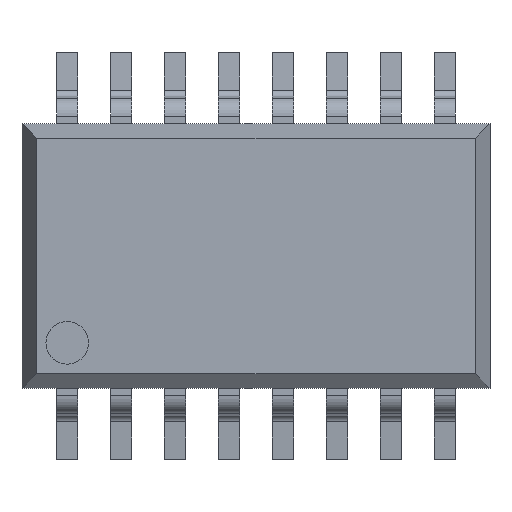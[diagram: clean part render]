
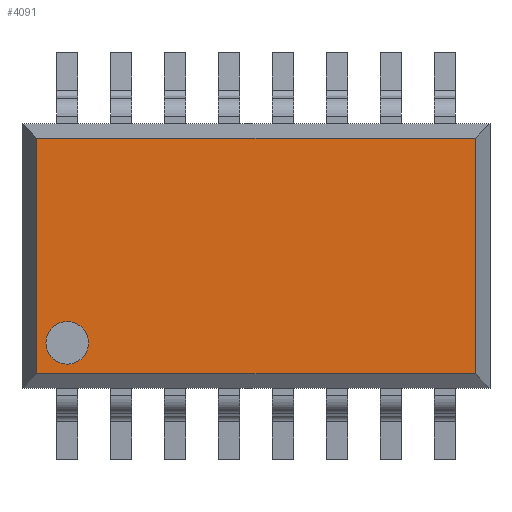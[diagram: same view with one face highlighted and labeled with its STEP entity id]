
A CAD part, top view. The second image highlights one B-rep face of the part: STEP entity #4091.
In plain terms, the highlighted planar face has unit normal (0, 0, 1).
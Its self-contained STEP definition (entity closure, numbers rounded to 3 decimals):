
#51=FACE_BOUND('',#479,.T.);
#62=PLANE('',#4364);
#238=FACE_OUTER_BOUND('',#478,.T.);
#478=EDGE_LOOP('',(#2842,#2843,#2844,#2845));
#479=EDGE_LOOP('',(#2846));
#721=LINE('',#5982,#1198);
#725=LINE('',#5990,#1202);
#728=LINE('',#5996,#1205);
#731=LINE('',#6001,#1208);
#1198=VECTOR('',#4759,10.);
#1202=VECTOR('',#4765,10.);
#1205=VECTOR('',#4770,10.);
#1208=VECTOR('',#4775,10.);
#1662=CIRCLE('',#4352,0.21);
#1792=VERTEX_POINT('',#5948);
#1802=VERTEX_POINT('',#5980);
#1803=VERTEX_POINT('',#5981);
#1806=VERTEX_POINT('',#5989);
#1808=VERTEX_POINT('',#5995);
#2194=EDGE_CURVE('',#1792,#1792,#1662,.T.);
#2209=EDGE_CURVE('',#1802,#1803,#721,.T.);
#2213=EDGE_CURVE('',#1803,#1806,#725,.T.);
#2216=EDGE_CURVE('',#1806,#1808,#728,.T.);
#2219=EDGE_CURVE('',#1808,#1802,#731,.T.);
#2842=ORIENTED_EDGE('',*,*,#2209,.F.);
#2843=ORIENTED_EDGE('',*,*,#2219,.F.);
#2844=ORIENTED_EDGE('',*,*,#2216,.F.);
#2845=ORIENTED_EDGE('',*,*,#2213,.F.);
#2846=ORIENTED_EDGE('',*,*,#2194,.T.);
#4091=ADVANCED_FACE('',(#238,#51),#62,.T.);
#4352=AXIS2_PLACEMENT_3D('',#5949,#4728,#4729);
#4364=AXIS2_PLACEMENT_3D('',#6003,#4777,#4778);
#4728=DIRECTION('center_axis',(0.,0.,-1.));
#4729=DIRECTION('ref_axis',(-1.,0.,0.));
#4759=DIRECTION('',(0.,-1.,0.));
#4765=DIRECTION('',(-1.,0.,0.));
#4770=DIRECTION('',(0.,1.,0.));
#4775=DIRECTION('',(1.,0.,0.));
#4777=DIRECTION('center_axis',(0.,0.,1.));
#4778=DIRECTION('ref_axis',(1.,0.,0.));
#5948=CARTESIAN_POINT('',(-1.645,-0.855,0.558));
#5949=CARTESIAN_POINT('Origin',(-1.855,-0.855,0.558));
#5980=CARTESIAN_POINT('',(2.157,1.157,0.558));
#5981=CARTESIAN_POINT('',(2.157,-1.157,0.558));
#5982=CARTESIAN_POINT('',(2.157,1.3,0.558));
#5989=CARTESIAN_POINT('',(-2.157,-1.157,0.558));
#5990=CARTESIAN_POINT('',(2.3,-1.157,0.558));
#5995=CARTESIAN_POINT('',(-2.157,1.157,0.558));
#5996=CARTESIAN_POINT('',(-2.157,-1.3,0.558));
#6001=CARTESIAN_POINT('',(-2.3,1.157,0.558));
#6003=CARTESIAN_POINT('Origin',(0.,0.,0.558));
